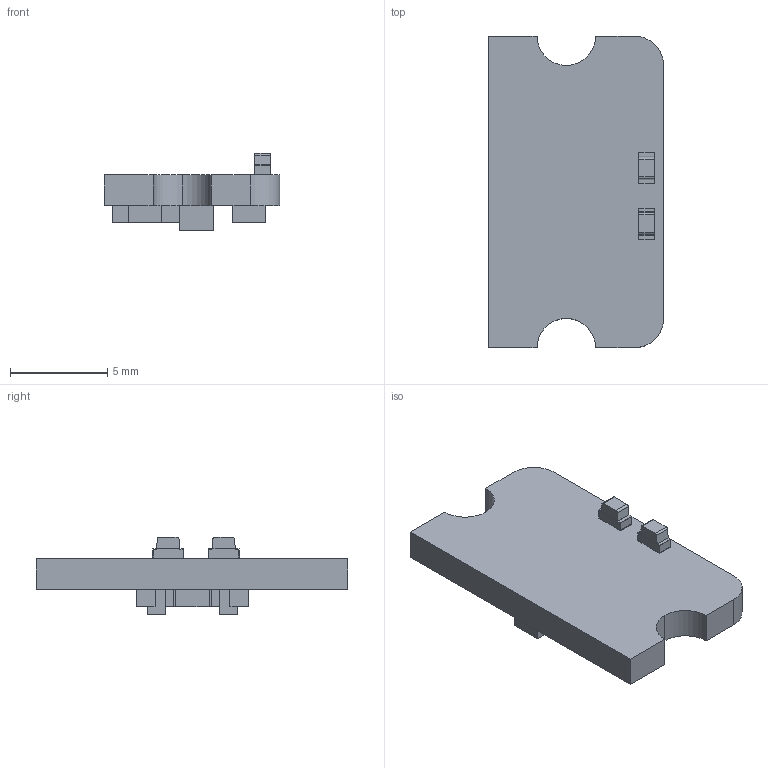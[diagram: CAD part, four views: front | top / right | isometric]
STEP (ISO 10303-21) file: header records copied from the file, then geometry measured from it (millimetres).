
FILE_DESCRIPTION(('Open CASCADE Model'),'2;1');
FILE_NAME('Open CASCADE Shape Model','2020-12-13T18:06:47',('Author'),( 'Open CASCADE'),'Open CASCADE STEP processor 6.8','Open CASCADE 6.8' ,'Unknown');
FILE_SCHEMA(('AUTOMOTIVE_DESIGN { 1 0 10303 214 1 1 1 1 }'));
Length unit declared in the file: millimetre
Products named in the file (22): PCB; Board; D1; LED_0603_AP1608; D2; R3; 297565488; Extruded; R2; 299569808; R1; R6; R5; R4; IC1; 297565872; C1; 791840144; C2
Assembly tree (27 placements, depth 4):
  PCB
    Board
    D1
      LED_0603_AP1608
    D2
      LED_0603_AP1608
    R3
      297565488
        Extruded
    R2
      299569808
        Extruded
    R1
      299569808
        Extruded
    R6
      299569808
        Extruded
    R5
      299569808
        Extruded
    R4
      299569808
        Extruded
    IC1
      297565872
        Extruded
    C1
      791840144
        Extruded
    C2
      791840144
        Extruded
Bounding box: 9 x 16 x 3.98 mm (x, y, z)
Volume: 237.2 mm3; surface area: 470 mm2
Topology: 20 solids, 20 shells, 728 faces, 1896 edges, 1264 vertices
Faces by surface type: plane 486, bspline 232, cylinder 10
Entity records: 19459 total; most frequent: CARTESIAN_POINT 8384, ORIENTED_EDGE 1920, DIRECTION 1304, EDGE_CURVE 960, LINE 712, VECTOR 712, VERTEX_POINT 640, FACE_BOUND 396
